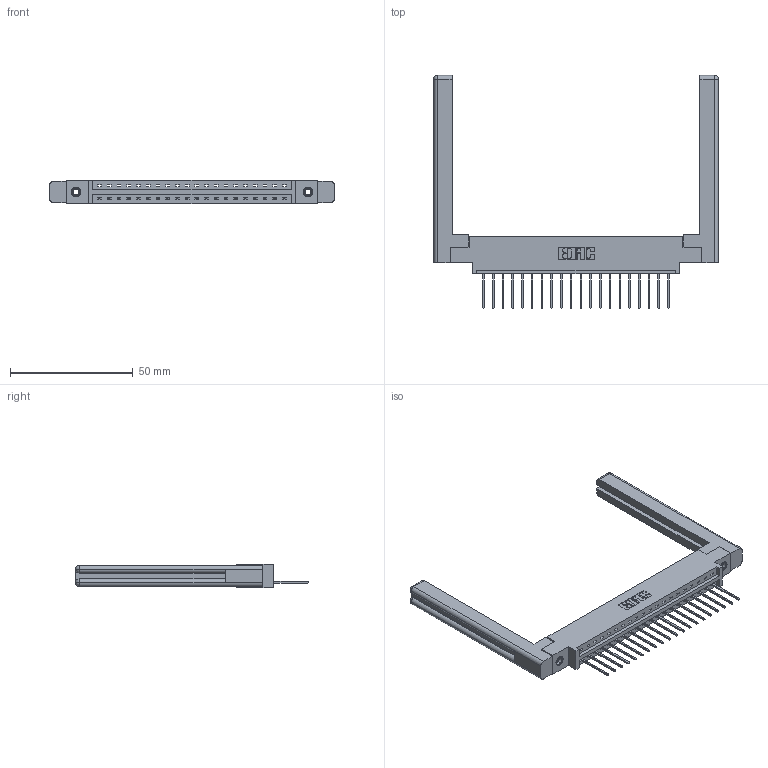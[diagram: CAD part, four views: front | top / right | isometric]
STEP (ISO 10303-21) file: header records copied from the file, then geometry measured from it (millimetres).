
FILE_DESCRIPTION (( 'STEP AP203' ), '1' );
FILE_NAME ('337-020-540-658.STEP', '2019-09-28T23:04:36', ( '' ), ( '' ), 'SwSTEP 2.0', 'SolidWorks 2016', '' );
FILE_SCHEMA (( 'CONFIG_CONTROL_DESIGN' ));
Length unit declared in the file: inch
Products named in the file (5): 337 Part_0.170 Offset - 0.156 Dia-TI; 345-250-001_345-250-001-102; 345-292-001_345-293-140; 307-220-058; 337-020-540-658
Assembly tree (25 placements, depth 2):
  337-020-540-658
    337 Part_0.170 Offset - 0.156 Dia-TI
    345-292-001_345-293-140  x20
    345-250-001_345-250-001-102  x2
    307-220-058  x2
Bounding box: 115.87 x 94.87 x 9.4 mm (x, y, z)
Volume: 18839.7 mm3; surface area: 17455.3 mm2
Topology: 25 solids, 25 shells, 1500 faces, 4437 edges, 2918 vertices
Faces by surface type: plane 1078, cylinder 398, cone 12, torus 12
Entity records: 20496 total; most frequent: CARTESIAN_POINT 3569, ORIENTED_EDGE 3464, DIRECTION 3068, EDGE_CURVE 1732, LINE 1556, VECTOR 1556, VERTEX_POINT 1146, AXIS2_PLACEMENT_3D 756
